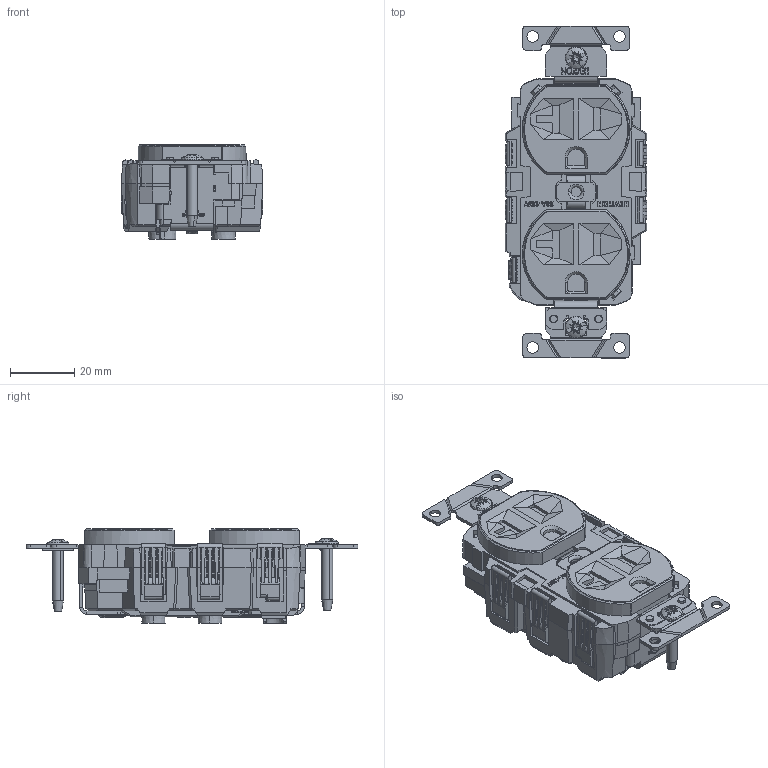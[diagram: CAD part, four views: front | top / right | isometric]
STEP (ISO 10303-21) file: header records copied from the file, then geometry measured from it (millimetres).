
FILE_DESCRIPTION (( 'STEP AP214' ), '1' );
FILE_NAME ('ORC5545-M01-20A-ECBR2-E5362.STEP', '2025-11-04T14:28:56', ( '' ), ( '' ), 'SwSTEP 2.0', 'SolidWorks 2024', '' );
FILE_SCHEMA (( 'AUTOMOTIVE_DESIGN' ));
Length unit declared in the file: inch
Products named in the file (1): ORC5545-M01-20A-ECBR2-E5362
Bounding box: 44.07 x 103.17 x 29.33 mm (x, y, z)
Volume: 63046.2 mm3; surface area: 21797.8 mm2
Topology: 5 solids, 42 shells, 4545 faces, 12130 edges, 7922 vertices
Faces by surface type: plane 3287, bspline 568, cylinder 425, cone 157, torus 72, sphere 36
Entity records: 172278 total; most frequent: CARTESIAN_POINT 64254, ORIENTED_EDGE 24250, DIRECTION 19111, EDGE_CURVE 12125, VECTOR 9051, LINE 9051, VERTEX_POINT 7922, AXIS2_PLACEMENT_3D 5030
